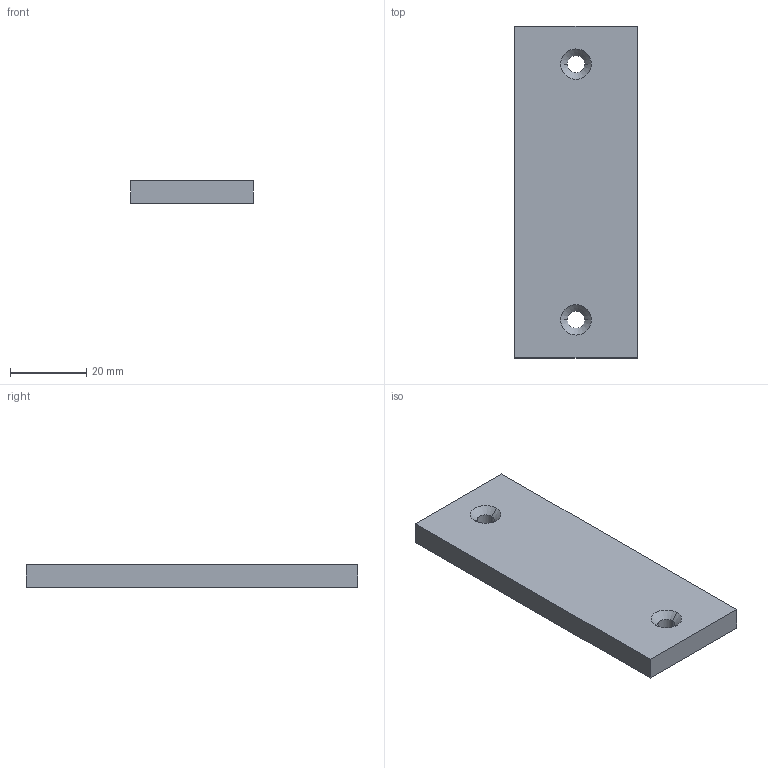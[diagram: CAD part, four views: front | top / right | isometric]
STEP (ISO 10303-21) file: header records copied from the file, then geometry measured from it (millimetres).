
FILE_DESCRIPTION (( 'STEP AP203' ), '1' );
FILE_NAME ('10652.STEP', '2019-07-31T10:49:17', ( '' ), ( '' ), 'SwSTEP 2.0', 'SolidWorks 2015', '' );
FILE_SCHEMA (( 'CONFIG_CONTROL_DESIGN' ));
Length unit declared in the file: millimetre
Products named in the file (1): 10652
Bounding box: 32 x 87 x 6 mm (x, y, z)
Volume: 16458.2 mm3; surface area: 7088.5 mm2
Topology: 1 solids, 1 shells, 187 faces, 497 edges, 330 vertices
Faces by surface type: plane 99, bspline 80, cone 4, cylinder 4
Entity records: 10136 total; most frequent: CARTESIAN_POINT 5935, ORIENTED_EDGE 994, DIRECTION 565, EDGE_CURVE 497, VERTEX_POINT 330, VECTOR 325, LINE 325, EDGE_LOOP 209
